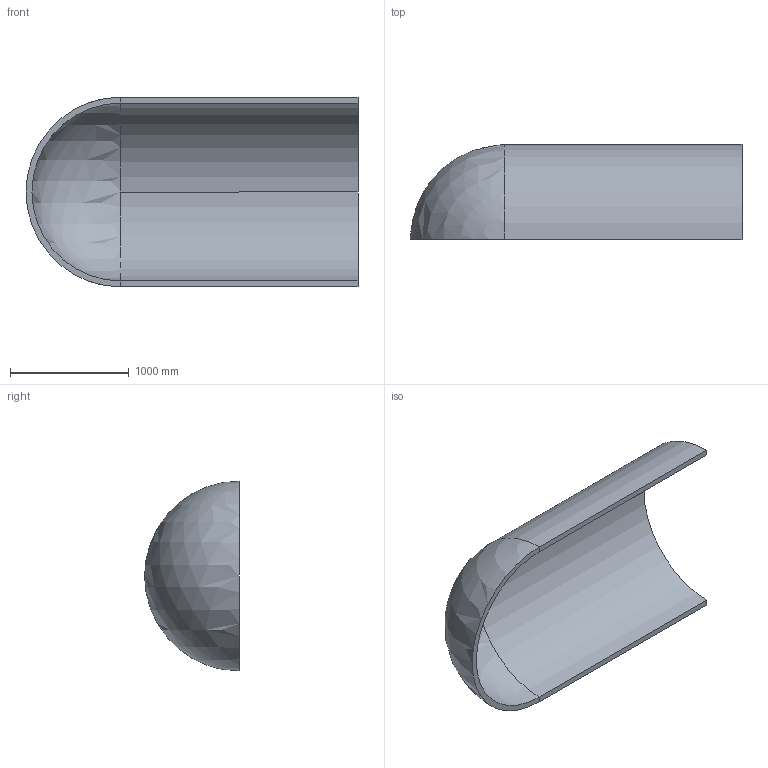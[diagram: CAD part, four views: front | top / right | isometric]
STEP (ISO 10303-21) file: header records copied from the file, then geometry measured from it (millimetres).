
FILE_DESCRIPTION(('FreeCAD Model'),'2;1');
FILE_NAME('cylindar-sphere-top.step', '2016-07-09T20:40:42',('Author'),(''), 'Open CASCADE STEP processor 6.8','FreeCAD','Unknown');
FILE_SCHEMA(('AUTOMOTIVE_DESIGN_CC2 { 1 2 10303 214 -1 1 5 4 }'));
Length unit declared in the file: millimetre
Products named in the file (3): ASSEMBLY; Pocket; Cut
Assembly tree (3 placements, depth 2):
  ASSEMBLY
    Pocket  x2
    Cut
Bounding box: 2800 x 800 x 1600 mm (x, y, z)
Volume: 581325540.6 mm3; surface area: 24386059.9 mm2
Topology: 3 solids, 3 shells, 20 faces, 46 edges, 28 vertices
Faces by surface type: plane 10, cylinder 8, sphere 2
Entity records: 721 total; most frequent: CARTESIAN_POINT 160, DIRECTION 100, ORIENTED_EDGE 48, PCURVE 48, DEFINITIONAL_REPRESENTATION 48, LINE 40, VECTOR 40, AXIS2_PLACEMENT_3D 28
